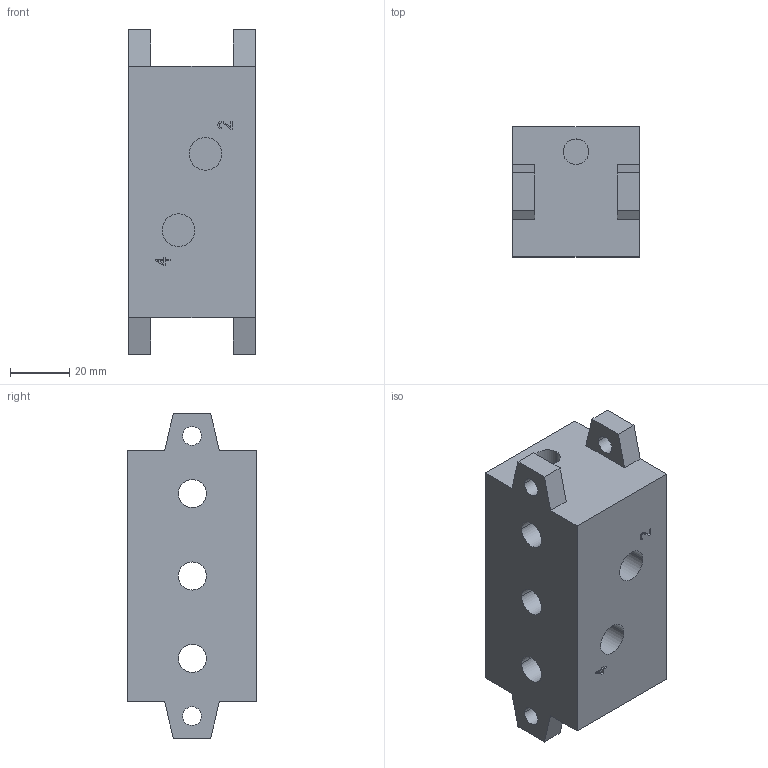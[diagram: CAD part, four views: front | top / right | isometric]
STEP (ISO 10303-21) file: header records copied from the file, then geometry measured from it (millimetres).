
FILE_DESCRIPTION((''),'2;1');
FILE_NAME('ILCP3101200','2006-11-28T',('KR'),(''),'PRO/ENGINEER BY PARAMETRIC TECHNOLOGY CORPORATION, 2005180','PRO/ENGINEER BY PARAMETRIC TECHNOLOGY CORPORATION, 2005180','');
FILE_SCHEMA(('AUTOMOTIVE_DESIGN_CC2 { 1 2 10303 214 -1 1 5 2 }'));
Length unit declared in the file: inch
Products named in the file (1): ILCP3101200
Bounding box: 42.93 x 43.94 x 109.98 mm (x, y, z)
Volume: 148836.8 mm3; surface area: 28346.6 mm2
Topology: 1 solids, 1 shells, 140 faces, 360 edges, 240 vertices
Faces by surface type: plane 96, cylinder 44
Entity records: 4401 total; most frequent: CARTESIAN_POINT 740, DIRECTION 728, ORIENTED_EDGE 720, EDGE_CURVE 360, VECTOR 272, LINE 272, VERTEX_POINT 240, AXIS2_PLACEMENT_3D 228
